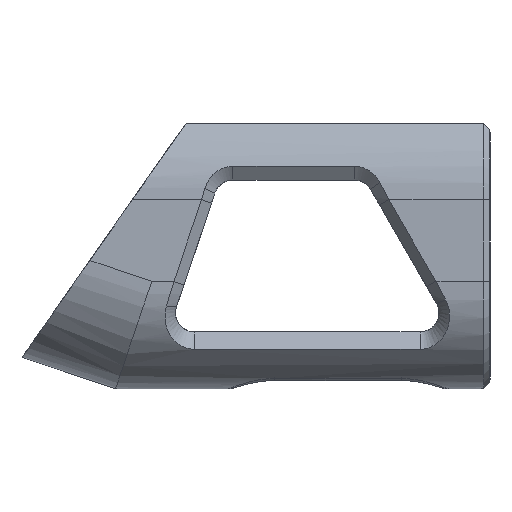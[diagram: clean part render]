
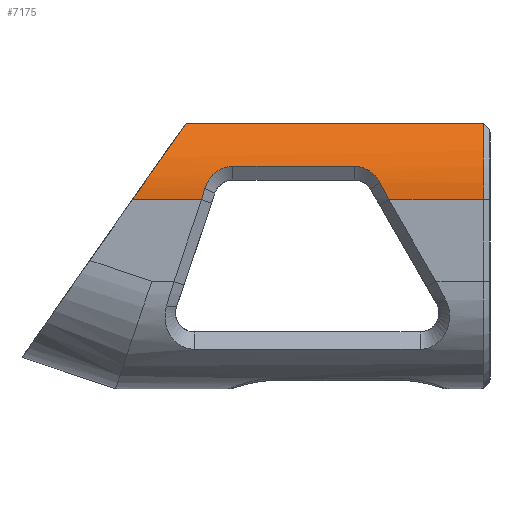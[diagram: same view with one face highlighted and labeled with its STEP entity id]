
A CAD part, left-side view. The second image highlights one B-rep face of the part: STEP entity #7175.
In plain terms, the highlighted cylindrical face has radius 17.5 mm (diameter 35 mm), a partial arc.
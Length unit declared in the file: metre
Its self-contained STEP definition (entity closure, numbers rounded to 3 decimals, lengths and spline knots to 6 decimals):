
#349=B_SPLINE_CURVE_WITH_KNOTS('',3,(#17619,#17620,#17621,#17622,#17623,
#17624,#17625,#17626,#17627,#17628,#17629,#17630,#17631),.UNSPECIFIED.,
 .F.,.F.,(4,3,3,3,4),(0.,0.5,0.75,0.875,1.),.UNSPECIFIED.);
#350=B_SPLINE_CURVE_WITH_KNOTS('',3,(#17643,#17644,#17645,#17646,#17647,
#17648,#17649,#17650,#17651,#17652,#17653,#17654,#17655,#17656,#17657,#17658),
 .UNSPECIFIED.,.F.,.F.,(4,3,3,3,3,4),(0.,0.25,0.375,0.5,0.75,1.),
 .UNSPECIFIED.);
#351=B_SPLINE_CURVE_WITH_KNOTS('',3,(#17668,#17669,#17670,#17671,#17672,
#17673),.UNSPECIFIED.,.F.,.F.,(4,2,4),(-0.184466,-0.092231,
0.),.UNSPECIFIED.);
#352=B_SPLINE_CURVE_WITH_KNOTS('',3,(#17684,#17685,#17686,#17687,#17688,
#17689),.UNSPECIFIED.,.F.,.F.,(4,2,4),(-0.304865,-0.152538,
0.),.UNSPECIFIED.);
#567=ELLIPSE('',#7253,0.021364,0.0175);
#699=CYLINDRICAL_SURFACE('',#7694,0.0175);
#1117=FACE_OUTER_BOUND('',#1542,.T.);
#1542=EDGE_LOOP('',(#6710,#6711,#6712,#6713,#6714,#6715,#6716,#6717,#6718,
#6719));
#1689=LINE('',#10754,#2362);
#2085=LINE('',#16325,#2758);
#2156=LINE('',#17608,#2829);
#2215=LINE('',#18101,#2888);
#2362=VECTOR('',#8078,1.);
#2758=VECTOR('',#8992,1.);
#2829=VECTOR('',#9177,1.);
#2888=VECTOR('',#9296,1.);
#2984=CIRCLE('',#7687,0.0175);
#2995=VERTEX_POINT('',#9355);
#2996=VERTEX_POINT('',#9357);
#3178=VERTEX_POINT('',#10753);
#3524=VERTEX_POINT('',#16322);
#3525=VERTEX_POINT('',#16324);
#3586=VERTEX_POINT('',#17605);
#3587=VERTEX_POINT('',#17607);
#3588=VERTEX_POINT('',#17618);
#3589=VERTEX_POINT('',#17641);
#3590=VERTEX_POINT('',#17667);
#3607=EDGE_CURVE('',#2996,#2995,#567,.T.);
#3842=EDGE_CURVE('',#2996,#3178,#1689,.T.);
#4454=EDGE_CURVE('',#3525,#3524,#2085,.T.);
#4567=EDGE_CURVE('',#3587,#3586,#2156,.T.);
#4569=EDGE_CURVE('',#3588,#3587,#349,.T.);
#4572=EDGE_CURVE('',#3586,#3589,#350,.T.);
#4573=EDGE_CURVE('',#3590,#3588,#351,.T.);
#4576=EDGE_CURVE('',#3589,#3525,#352,.T.);
#4624=EDGE_CURVE('',#3524,#3178,#2984,.F.);
#4633=EDGE_CURVE('',#2995,#3590,#2215,.T.);
#6710=ORIENTED_EDGE('',*,*,#3842,.F.);
#6711=ORIENTED_EDGE('',*,*,#3607,.T.);
#6712=ORIENTED_EDGE('',*,*,#4633,.T.);
#6713=ORIENTED_EDGE('',*,*,#4573,.T.);
#6714=ORIENTED_EDGE('',*,*,#4569,.T.);
#6715=ORIENTED_EDGE('',*,*,#4567,.T.);
#6716=ORIENTED_EDGE('',*,*,#4572,.T.);
#6717=ORIENTED_EDGE('',*,*,#4576,.T.);
#6718=ORIENTED_EDGE('',*,*,#4454,.T.);
#6719=ORIENTED_EDGE('',*,*,#4624,.T.);
#7175=ADVANCED_FACE('',(#1117),#699,.T.);
#7253=AXIS2_PLACEMENT_3D('',#9358,#7751,#7752);
#7687=AXIS2_PLACEMENT_3D('',#18039,#9276,#9277);
#7694=AXIS2_PLACEMENT_3D('',#18103,#9299,#9300);
#7751=DIRECTION('center_axis',(0.,-0.819,-0.574));
#7752=DIRECTION('ref_axis',(0.,-0.574,0.819));
#8078=DIRECTION('',(0.,-1.,0.));
#8992=DIRECTION('',(0.,-1.,0.));
#9177=DIRECTION('',(0.,-1.,0.));
#9276=DIRECTION('center_axis',(0.,-1.,0.));
#9277=DIRECTION('ref_axis',(0.,0.,-1.));
#9296=DIRECTION('',(0.,-1.,0.));
#9299=DIRECTION('center_axis',(0.,-1.,0.));
#9300=DIRECTION('ref_axis',(0.,0.,-1.));
#9355=CARTESIAN_POINT('',(-0.1836,0.056473,0.0259));
#9357=CARTESIAN_POINT('',(-0.178743,0.048,0.038));
#9358=CARTESIAN_POINT('Origin',(-0.1661,0.056473,0.0259));
#10753=CARTESIAN_POINT('',(-0.178743,0.001,0.038));
#10754=CARTESIAN_POINT('',(-0.178743,0.0625,0.038));
#16322=CARTESIAN_POINT('',(-0.1836,0.001,0.0259));
#16324=CARTESIAN_POINT('',(-0.1836,0.015989,0.0259));
#16325=CARTESIAN_POINT('',(-0.1836,0.045,0.0259));
#17605=CARTESIAN_POINT('',(-0.182786,0.021442,0.031176));
#17607=CARTESIAN_POINT('',(-0.182786,0.040605,0.031176));
#17608=CARTESIAN_POINT('',(-0.182786,0.059168,0.031176));
#17618=CARTESIAN_POINT('',(-0.183511,0.045032,0.027661));
#17619=CARTESIAN_POINT('Ctrl Pts',(-0.183511,0.045032,
0.027661));
#17620=CARTESIAN_POINT('Ctrl Pts',(-0.183409,0.044733,
0.028676));
#17621=CARTESIAN_POINT('Ctrl Pts',(-0.183222,0.044124,
0.029569));
#17622=CARTESIAN_POINT('Ctrl Pts',(-0.183064,0.043336,
0.030197));
#17623=CARTESIAN_POINT('Ctrl Pts',(-0.182985,0.042942,
0.030512));
#17624=CARTESIAN_POINT('Ctrl Pts',(-0.182913,0.042503,
0.030761));
#17625=CARTESIAN_POINT('Ctrl Pts',(-0.182862,0.04204,
0.030928));
#17626=CARTESIAN_POINT('Ctrl Pts',(-0.182837,0.041809,
0.031012));
#17627=CARTESIAN_POINT('Ctrl Pts',(-0.182816,0.041572,
0.031075));
#17628=CARTESIAN_POINT('Ctrl Pts',(-0.182803,0.041331,
0.031117));
#17629=CARTESIAN_POINT('Ctrl Pts',(-0.18279,0.041091,
0.031159));
#17630=CARTESIAN_POINT('Ctrl Pts',(-0.182784,0.040848,
0.031179));
#17631=CARTESIAN_POINT('Ctrl Pts',(-0.182786,0.040605,
0.031176));
#17641=CARTESIAN_POINT('',(-0.183391,0.017396,0.028593));
#17643=CARTESIAN_POINT('Ctrl Pts',(-0.182786,0.021442,
0.031176));
#17644=CARTESIAN_POINT('Ctrl Pts',(-0.182783,0.021032,
0.031179));
#17645=CARTESIAN_POINT('Ctrl Pts',(-0.182803,0.020637,
0.031121));
#17646=CARTESIAN_POINT('Ctrl Pts',(-0.182839,0.020243,
0.031004));
#17647=CARTESIAN_POINT('Ctrl Pts',(-0.182857,0.020047,
0.030946));
#17648=CARTESIAN_POINT('Ctrl Pts',(-0.182879,0.019851,
0.030872));
#17649=CARTESIAN_POINT('Ctrl Pts',(-0.182905,0.019659,
0.030784));
#17650=CARTESIAN_POINT('Ctrl Pts',(-0.182931,0.019468,
0.030696));
#17651=CARTESIAN_POINT('Ctrl Pts',(-0.182959,0.019281,
0.030593));
#17652=CARTESIAN_POINT('Ctrl Pts',(-0.182991,0.019101,
0.030479));
#17653=CARTESIAN_POINT('Ctrl Pts',(-0.183053,0.018742,
0.030249));
#17654=CARTESIAN_POINT('Ctrl Pts',(-0.183123,0.018414,
0.02997));
#17655=CARTESIAN_POINT('Ctrl Pts',(-0.183192,0.018129,
0.029655));
#17656=CARTESIAN_POINT('Ctrl Pts',(-0.183261,0.017844,
0.02934));
#17657=CARTESIAN_POINT('Ctrl Pts',(-0.183329,0.017599,
0.028989));
#17658=CARTESIAN_POINT('Ctrl Pts',(-0.183391,0.017396,
0.028593));
#17667=CARTESIAN_POINT('',(-0.1836,0.045569,0.0259));
#17668=CARTESIAN_POINT('Ctrl Pts',(-0.1836,0.045569,0.0259));
#17669=CARTESIAN_POINT('Ctrl Pts',(-0.1836,0.045479,0.026194));
#17670=CARTESIAN_POINT('Ctrl Pts',(-0.183593,0.04539,
0.026488));
#17671=CARTESIAN_POINT('Ctrl Pts',(-0.183563,0.04521,
0.027075));
#17672=CARTESIAN_POINT('Ctrl Pts',(-0.183541,0.045121,
0.027369));
#17673=CARTESIAN_POINT('Ctrl Pts',(-0.183511,0.045032,
0.027661));
#17684=CARTESIAN_POINT('Ctrl Pts',(-0.183391,0.017396,
0.028593));
#17685=CARTESIAN_POINT('Ctrl Pts',(-0.183461,0.017163,
0.028148));
#17686=CARTESIAN_POINT('Ctrl Pts',(-0.183513,0.016929,
0.0277));
#17687=CARTESIAN_POINT('Ctrl Pts',(-0.183583,0.01646,
0.026801));
#17688=CARTESIAN_POINT('Ctrl Pts',(-0.1836,0.016225,0.026351));
#17689=CARTESIAN_POINT('Ctrl Pts',(-0.1836,0.015989,0.0259));
#18039=CARTESIAN_POINT('Origin',(-0.1661,0.001,0.0259));
#18101=CARTESIAN_POINT('',(-0.1836,0.059168,0.0259));
#18103=CARTESIAN_POINT('Origin',(-0.1661,0.0625,0.0259));
